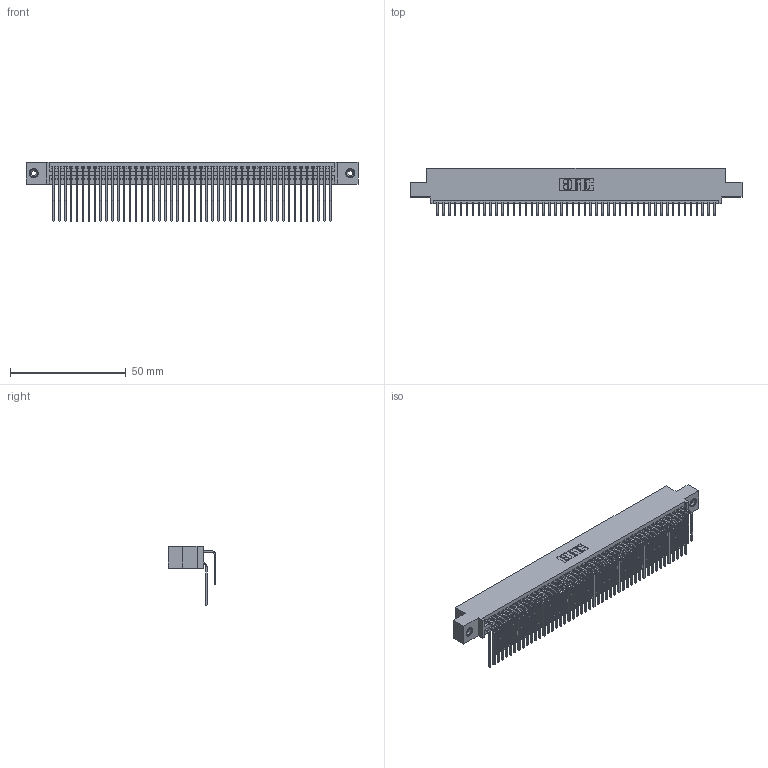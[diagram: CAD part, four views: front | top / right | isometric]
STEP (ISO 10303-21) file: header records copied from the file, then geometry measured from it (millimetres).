
FILE_DESCRIPTION (( 'STEP AP203' ), '1' );
FILE_NAME ('395-096-559-508.STEP', '2018-11-29T17:26:16', ( '' ), ( '' ), 'SwSTEP 2.0', 'SolidWorks 2016', '' );
FILE_SCHEMA (( 'CONFIG_CONTROL_DESIGN' ));
Length unit declared in the file: inch
Products named in the file (5): 395-096-559-508; 345 Part_0.110 Offset - 0.156 Dia-TI; 345-292-001_558 559 Tail - 1; 345-250-001_345-250-003-102; 345-292-001_559 Tail - 2
Assembly tree (99 placements, depth 2):
  395-096-559-508
    345 Part_0.110 Offset - 0.156 Dia-TI
    345-292-001_558 559 Tail - 1  x48
    345-292-001_559 Tail - 2  x48
    345-250-001_345-250-003-102  x2
Bounding box: 143.13 x 20.56 x 25.53 mm (x, y, z)
Volume: 14433.3 mm3; surface area: 24161.5 mm2
Topology: 99 solids, 99 shells, 5182 faces, 15369 edges, 10110 vertices
Faces by surface type: plane 3476, cylinder 1690, cone 12, torus 4
Entity records: 39824 total; most frequent: CARTESIAN_POINT 6698, ORIENTED_EDGE 6574, DIRECTION 5897, EDGE_CURVE 3287, LINE 2903, VECTOR 2903, VERTEX_POINT 2184, AXIS2_PLACEMENT_3D 1497
